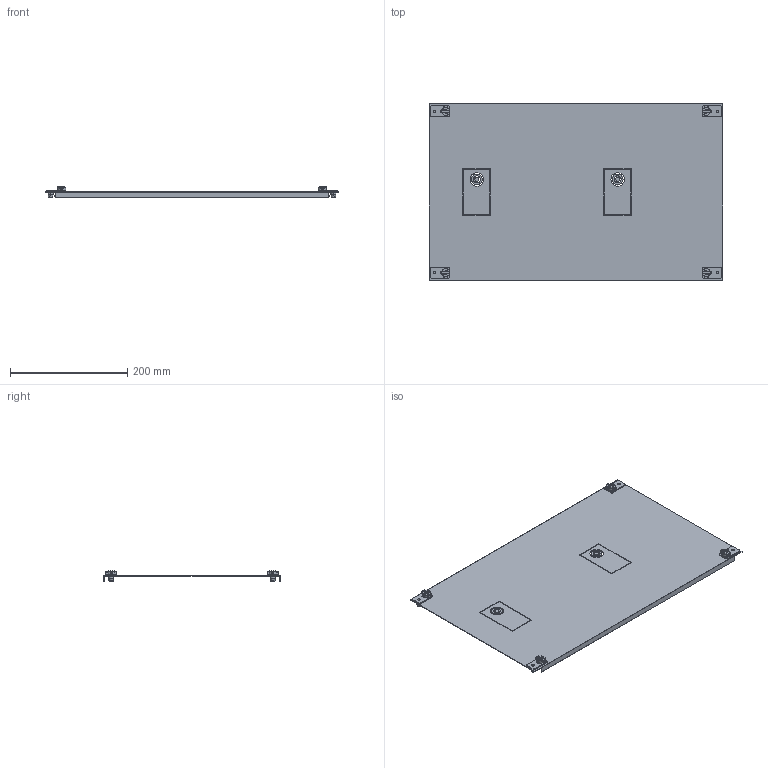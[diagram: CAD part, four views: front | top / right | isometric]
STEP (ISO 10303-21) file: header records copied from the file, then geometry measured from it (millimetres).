
FILE_DESCRIPTION((''),'2;1');
FILE_NAME('001101438_CP_2_2_F_ASM','2023-01-25T08:45:37',('klemen.sitar'),('Audax d.o.o.'),'CREO PARAMETRIC BY PTC INC, 2021304','CREO PARAMETRIC BY PTC INC, 2021304','');
FILE_SCHEMA(('AP242_MANAGED_MODEL_BASED_3D_ENGINEERING_MIM_LF { 1 0 10303 442 1 1 4 }'));
Length unit declared in the file: millimetre
Products named in the file (31): PRT0002_1_1_1_1_1_1_2_3_1_-1944; PRT0003_1_1_1_1_1_1_2_3_1_-4002; BLACK_PIN_ASM_1_ASM_1_ASM_1_A_2_ASM; BLACK_PIN_COLO_ASM_1_ASM_1_AS_2_ASM; ASM0002_ASM_1_ASM_1_1_2_ASM_1_A_ASM; PRT0002_1_1_1_1_1_1_2_1_1_1_1_1; PRT0003_1_1_1_1_1_1_2_1_1_1_1_1; BLACK_PIN_ASM_1_ASM_1_ASM_1_A_5_ASM; BLACK_PIN_COLO_ASM_1_ASM_1_AS_5_ASM; ASM0002_ASM_1_ASM_1_1_ASM_1_1_A_ASM; 001101436_CP_1_2_F_ASM_1_ASM_1__ASM; 001101436_CP_1_2_F_ASM_1_ASM_1_ASM; PRT0002_1_1_1_1_1_1_2_3_1-11747; PRT0003_1_1_1_1_1_1_2_3_1-13803; BLACK_PIN_ASM_1_ASM_1_ASM_1_A_1_ASM; BLACK_PIN_COLO_ASM_1_ASM_1_AS_1_ASM; ASM0002_ASM_1_ASM_1_1_2_ASM_1_1_ASM; PRT0002_1_1_1_1_1_1_1_1_1; PRT0002_1_1_1_1_1_1_2_1_1_1_1_2; PRT0003_1_1_1_1_1_1_2_1_1_1_1_2; BLACK_PIN_ASM_1_ASM_1_ASM_1_A_4_ASM; BLACK_PIN_COLO_ASM_1_ASM_1_AS_4_ASM; ASM0002_ASM_1_ASM_1_1_ASM_1_1_1_ASM; 001101436_CP_1_2_F_ASM_1_ASM__1_ASM; 001101436_CP_1_2_F_ASM_1_1_ASM__ASM; ASM0001_ASM_1_ASM; 001101437_CP_1_4_2_F_ASM_1_ASM; PRT0002_1_1_1_1; ASM0001_ASM_1_1_ASM; CP_L2-PART_ASM; 001101438_CP_2_2_F_ASM
Assembly tree (31 placements, depth 9):
  001101438_CP_2_2_F_ASM
    001101437_CP_1_4_2_F_ASM_1_ASM
      001101436_CP_1_2_F_ASM_1_ASM_1_ASM
        001101436_CP_1_2_F_ASM_1_ASM_1__ASM
          ASM0002_ASM_1_ASM_1_1_2_ASM_1_A_ASM
            BLACK_PIN_COLO_ASM_1_ASM_1_AS_2_ASM
              BLACK_PIN_ASM_1_ASM_1_ASM_1_A_2_ASM
                PRT0002_1_1_1_1_1_1_2_3_1_-1944
                PRT0003_1_1_1_1_1_1_2_3_1_-4002
          ASM0002_ASM_1_ASM_1_1_ASM_1_1_A_ASM
            BLACK_PIN_COLO_ASM_1_ASM_1_AS_5_ASM
              BLACK_PIN_ASM_1_ASM_1_ASM_1_A_5_ASM
                PRT0002_1_1_1_1_1_1_2_1_1_1_1_1
                PRT0003_1_1_1_1_1_1_2_1_1_1_1_1
      ASM0001_ASM_1_ASM
        001101436_CP_1_2_F_ASM_1_1_ASM__ASM
          001101436_CP_1_2_F_ASM_1_ASM__1_ASM
            ASM0002_ASM_1_ASM_1_1_2_ASM_1_1_ASM
              BLACK_PIN_COLO_ASM_1_ASM_1_AS_1_ASM
                BLACK_PIN_ASM_1_ASM_1_ASM_1_A_1_ASM
                  PRT0002_1_1_1_1_1_1_2_3_1-11747
                  PRT0003_1_1_1_1_1_1_2_3_1-13803
            PRT0002_1_1_1_1_1_1_1_1_1
            ASM0002_ASM_1_ASM_1_1_ASM_1_1_1_ASM
              BLACK_PIN_COLO_ASM_1_ASM_1_AS_4_ASM
                BLACK_PIN_ASM_1_ASM_1_ASM_1_A_4_ASM
                  PRT0002_1_1_1_1_1_1_2_1_1_1_1_2
                  PRT0003_1_1_1_1_1_1_2_1_1_1_1_2
    CP_L2-PART_ASM  x2
      ASM0001_ASM_1_1_ASM
        PRT0002_1_1_1_1
Bounding box: 500 x 300 x 18.6 mm (x, y, z)
Volume: 168575.8 mm3; surface area: 329147.8 mm2
Topology: 11 solids, 11 shells, 418 faces, 1372 edges, 1112 vertices
Faces by surface type: plane 266, cylinder 144, cone 8
Entity records: 28174 total; most frequent: PRESENTATION_LAYER_ASSIGNMENT 4287, CARTESIAN_POINT 3321, DIRECTION 2700, ORIENTED_EDGE 2280, PRESENTATION_STYLE_ASSIGNMENT 1468, STYLED_ITEM 1468, CURVE_STYLE 1458, EDGE_CURVE 1140
